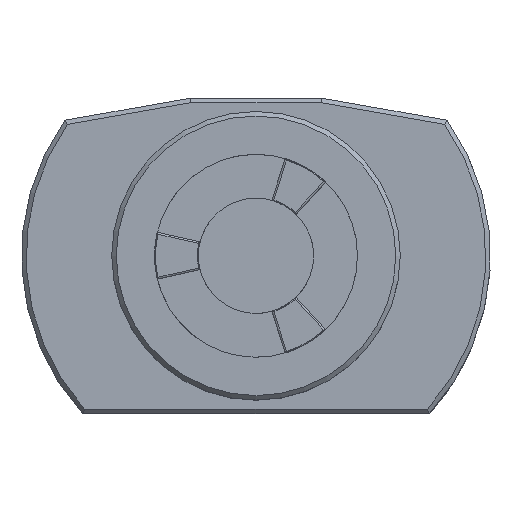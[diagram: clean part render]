
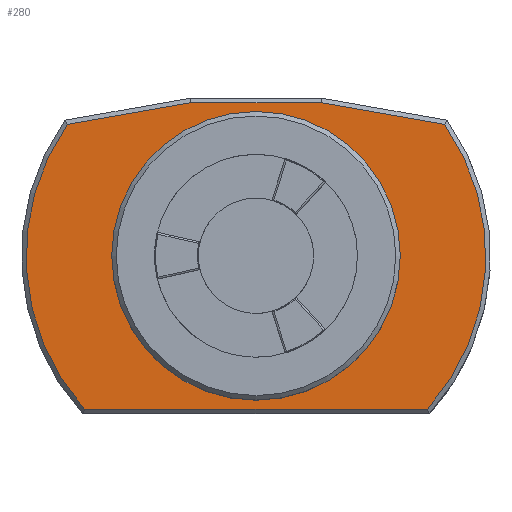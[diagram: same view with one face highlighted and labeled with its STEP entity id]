
A CAD part, top view. The second image highlights one B-rep face of the part: STEP entity #280.
In plain terms, the highlighted planar face has unit normal (0, 0, 1).
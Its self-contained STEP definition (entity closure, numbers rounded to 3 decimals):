
#175=LINE('',#1458,#227);
#176=LINE('',#1460,#228);
#177=LINE('',#1462,#229);
#178=LINE('',#1466,#230);
#227=VECTOR('',#1175,1.);
#228=VECTOR('',#1176,1.);
#229=VECTOR('',#1177,1.);
#230=VECTOR('',#1180,1.);
#280=ADVANCED_FACE('',(#372,#373),#342,.T.);
#342=PLANE('',#1056);
#372=FACE_BOUND('',#400,.T.);
#373=FACE_BOUND('',#401,.T.);
#400=EDGE_LOOP('',(#476,#477,#478,#479,#480,#481));
#401=EDGE_LOOP('',(#482));
#476=ORIENTED_EDGE('',*,*,#865,.T.);
#477=ORIENTED_EDGE('',*,*,#866,.T.);
#478=ORIENTED_EDGE('',*,*,#867,.T.);
#479=ORIENTED_EDGE('',*,*,#868,.T.);
#480=ORIENTED_EDGE('',*,*,#869,.T.);
#481=ORIENTED_EDGE('',*,*,#870,.T.);
#482=ORIENTED_EDGE('',*,*,#871,.F.);
#766=VERTEX_POINT('',#1456);
#767=VERTEX_POINT('',#1457);
#768=VERTEX_POINT('',#1459);
#769=VERTEX_POINT('',#1461);
#770=VERTEX_POINT('',#1463);
#771=VERTEX_POINT('',#1465);
#772=VERTEX_POINT('',#1468);
#865=EDGE_CURVE('',#766,#767,#1010,.T.);
#866=EDGE_CURVE('',#767,#768,#175,.T.);
#867=EDGE_CURVE('',#768,#769,#176,.T.);
#868=EDGE_CURVE('',#769,#770,#177,.T.);
#869=EDGE_CURVE('',#770,#771,#1011,.T.);
#870=EDGE_CURVE('',#771,#766,#178,.T.);
#871=EDGE_CURVE('',#772,#772,#1012,.T.);
#1010=CIRCLE('',#1053,25.5);
#1011=CIRCLE('',#1054,25.5);
#1012=CIRCLE('',#1055,16.);
#1053=AXIS2_PLACEMENT_3D('',#1455,#1173,#1174);
#1054=AXIS2_PLACEMENT_3D('',#1464,#1178,#1179);
#1055=AXIS2_PLACEMENT_3D('',#1467,#1181,#1182);
#1056=AXIS2_PLACEMENT_3D('',#1469,#1183,#1184);
#1173=DIRECTION('',(0.,0.,1.));
#1174=DIRECTION('',(1.,0.,0.));
#1175=DIRECTION('',(-0.985,0.174,0.));
#1176=DIRECTION('',(-1.,0.,0.));
#1177=DIRECTION('',(-0.985,-0.174,0.));
#1178=DIRECTION('',(0.,0.,1.));
#1179=DIRECTION('',(1.,0.,0.));
#1180=DIRECTION('',(1.,0.,0.));
#1181=DIRECTION('',(0.,0.,1.));
#1182=DIRECTION('',(1.,0.,0.));
#1183=DIRECTION('',(0.,0.,1.));
#1184=DIRECTION('',(1.,0.,0.));
#1455=CARTESIAN_POINT('',(0.,0.,8.));
#1456=CARTESIAN_POINT('',(19.007,-17.,8.));
#1457=CARTESIAN_POINT('',(20.914,14.59,8.));
#1458=CARTESIAN_POINT('',(18.643,14.99,8.));
#1459=CARTESIAN_POINT('',(7.246,17.,8.));
#1460=CARTESIAN_POINT('',(16.,17.,8.));
#1461=CARTESIAN_POINT('',(-7.246,17.,8.));
#1462=CARTESIAN_POINT('',(12.392,20.463,8.));
#1463=CARTESIAN_POINT('',(-20.914,14.59,8.));
#1464=CARTESIAN_POINT('',(0.,0.,8.));
#1465=CARTESIAN_POINT('',(-19.007,-17.,8.));
#1466=CARTESIAN_POINT('',(16.,-17.,8.));
#1467=CARTESIAN_POINT('',(0.,0.,8.));
#1468=CARTESIAN_POINT('',(16.,0.,8.));
#1469=CARTESIAN_POINT('',(16.,0.,8.));
